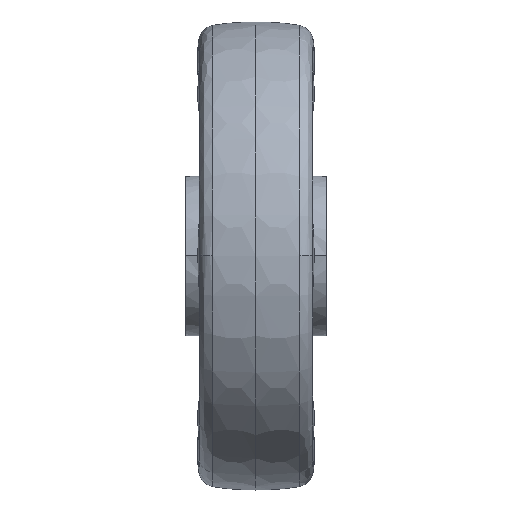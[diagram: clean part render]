
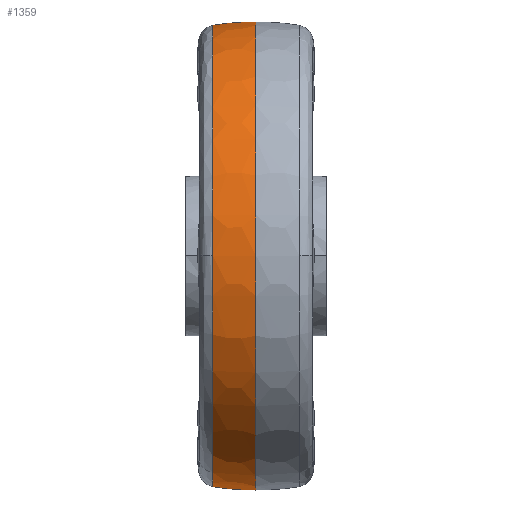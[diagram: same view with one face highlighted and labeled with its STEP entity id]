
A CAD part, top view. The second image highlights one B-rep face of the part: STEP entity #1359.
In plain terms, the highlighted toroidal (fillet/blend) face has major radius 4.992 mm and minor radius 105 mm.
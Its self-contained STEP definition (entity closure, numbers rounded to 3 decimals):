
#86 = CARTESIAN_POINT ( 'NONE',  ( -18.561, 0., 98.58 ) ) ;
#99 = ORIENTED_EDGE ( 'NONE', *, *, #2318, .T. ) ;
#152 = CARTESIAN_POINT ( 'NONE',  ( -18.561, -98.58, 0. ) ) ;
#330 = VERTEX_POINT ( 'NONE', #152 ) ;
#426 = CARTESIAN_POINT ( 'NONE',  ( -1.304, 4.992, 0. ) ) ;
#448 = TOROIDAL_SURFACE ( 'NONE', #2934, -4.992, 105. ) ;
#487 = CARTESIAN_POINT ( 'NONE',  ( 0., -100., 0. ) ) ;
#523 = AXIS2_PLACEMENT_3D ( 'NONE', #1437, #1142, #3553 ) ;
#553 = CARTESIAN_POINT ( 'NONE',  ( -1.304, -4.992, 0. ) ) ;
#871 = DIRECTION ( 'NONE',  ( 0., 0., -1. ) ) ;
#983 = VERTEX_POINT ( 'NONE', #1580 ) ;
#1003 = AXIS2_PLACEMENT_3D ( 'NONE', #553, #871, #2544 ) ;
#1074 = AXIS2_PLACEMENT_3D ( 'NONE', #3686, #2923, #4345 ) ;
#1142 = DIRECTION ( 'NONE',  ( -1., 0., 0. ) ) ;
#1287 = ORIENTED_EDGE ( 'NONE', *, *, #2837, .T. ) ;
#1313 = VERTEX_POINT ( 'NONE', #86 ) ;
#1359 = ADVANCED_FACE ( 'NONE', ( #1417 ), #448, .T. ) ;
#1417 = FACE_OUTER_BOUND ( 'NONE', #1451, .T. ) ;
#1425 = ORIENTED_EDGE ( 'NONE', *, *, #3488, .F. ) ;
#1437 = CARTESIAN_POINT ( 'NONE',  ( 0., 0., 0. ) ) ;
#1451 = EDGE_LOOP ( 'NONE', ( #1287, #2922, #4059, #99, #1425 ) ) ;
#1505 = DIRECTION ( 'NONE',  ( 0., 1., 0. ) ) ;
#1580 = CARTESIAN_POINT ( 'NONE',  ( -18.561, 98.58, 0. ) ) ;
#1610 = VERTEX_POINT ( 'NONE', #4422 ) ;
#1817 = DIRECTION ( 'NONE',  ( 0., 0., 1. ) ) ;
#2015 = CIRCLE ( 'NONE', #523, 100. ) ;
#2234 = DIRECTION ( 'NONE',  ( 1., 0., 0. ) ) ;
#2259 = CARTESIAN_POINT ( 'NONE',  ( -1.304, 0., 0. ) ) ;
#2318 = EDGE_CURVE ( 'NONE', #3841, #1610, #2015, .T. ) ;
#2456 = EDGE_CURVE ( 'NONE', #1313, #330, #3533, .T. ) ;
#2544 = DIRECTION ( 'NONE',  ( -1., 0., 0. ) ) ;
#2561 = CIRCLE ( 'NONE', #1003, 105. ) ;
#2837 = EDGE_CURVE ( 'NONE', #983, #1313, #3069, .T. ) ;
#2922 = ORIENTED_EDGE ( 'NONE', *, *, #2456, .T. ) ;
#2923 = DIRECTION ( 'NONE',  ( 1., 0., 0. ) ) ;
#2934 = AXIS2_PLACEMENT_3D ( 'NONE', #2259, #3638, #1505 ) ;
#2995 = AXIS2_PLACEMENT_3D ( 'NONE', #426, #1817, #3155 ) ;
#3064 = EDGE_CURVE ( 'NONE', #330, #3841, #4090, .T. ) ;
#3069 = CIRCLE ( 'NONE', #1074, 98.58 ) ;
#3155 = DIRECTION ( 'NONE',  ( 0., -1., 0. ) ) ;
#3488 = EDGE_CURVE ( 'NONE', #983, #1610, #2561, .T. ) ;
#3533 = CIRCLE ( 'NONE', #3824, 98.58 ) ;
#3553 = DIRECTION ( 'NONE',  ( 0., -1., 0. ) ) ;
#3614 = DIRECTION ( 'NONE',  ( 0., 0., -1. ) ) ;
#3638 = DIRECTION ( 'NONE',  ( 1., 0., 0. ) ) ;
#3686 = CARTESIAN_POINT ( 'NONE',  ( -18.561, 0., 0. ) ) ;
#3824 = AXIS2_PLACEMENT_3D ( 'NONE', #4346, #2234, #3614 ) ;
#3841 = VERTEX_POINT ( 'NONE', #487 ) ;
#4059 = ORIENTED_EDGE ( 'NONE', *, *, #3064, .T. ) ;
#4090 = CIRCLE ( 'NONE', #2995, 105. ) ;
#4345 = DIRECTION ( 'NONE',  ( 0., 0., -1. ) ) ;
#4346 = CARTESIAN_POINT ( 'NONE',  ( -18.561, 0., 0. ) ) ;
#4422 = CARTESIAN_POINT ( 'NONE',  ( 0., 100., 0. ) ) ;
